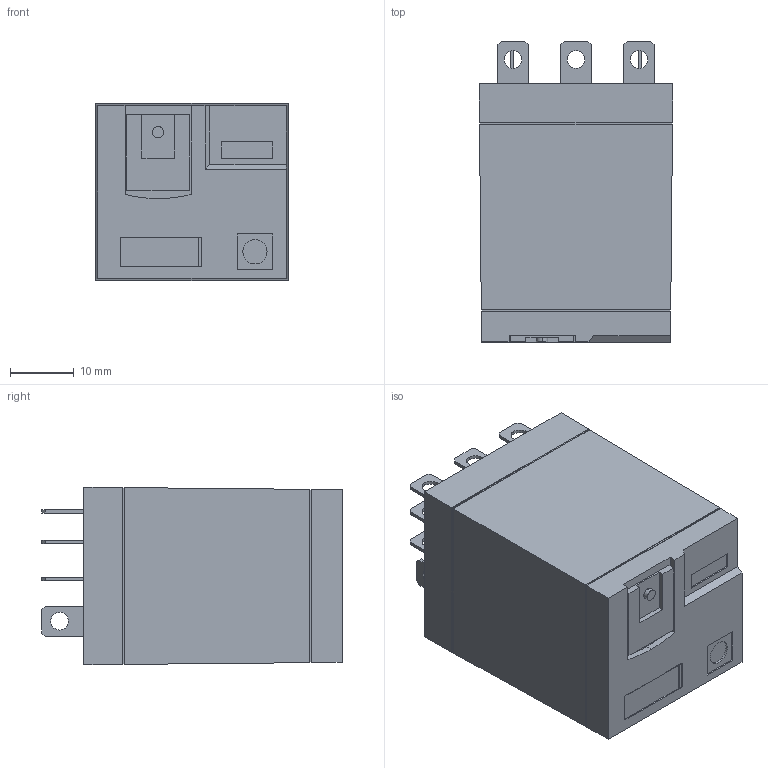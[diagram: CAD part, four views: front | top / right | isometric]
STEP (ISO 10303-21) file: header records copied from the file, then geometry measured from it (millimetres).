
FILE_DESCRIPTION(('starvars output'),'2;1');
FILE_NAME('cv20190909162649000020118.stp','16:26:49 2019/09/09',( 'Thomas Industrial Network Germany GmbH'),( 'Thomas Industrial Network Germany GmbH'),'unknown preprocess','ACIS' ,'unknown authorization');
FILE_SCHEMA(('AUTOMOTIVE_DESIGN_CC2 {UNKNOWN IMPLEMENTATION LEVEL}'));
Length unit declared in the file: millimetre
Products named in the file (1): PRODUCT_ID_1
Bounding box: 30.48 x 47.24 x 27.94 mm (x, y, z)
Volume: 33647.9 mm3; surface area: 7137.5 mm2
Topology: 1 solids, 1 shells, 165 faces, 426 edges, 284 vertices
Faces by surface type: plane 137, cylinder 28
Entity records: 6133 total; most frequent: ORIENTED_EDGE 852, CARTESIAN_POINT 815, DIRECTION 702, EDGE_CURVE 426, VECTOR 360, LINE 360, VERTEX_POINT 284, EDGE_LOOP 208
